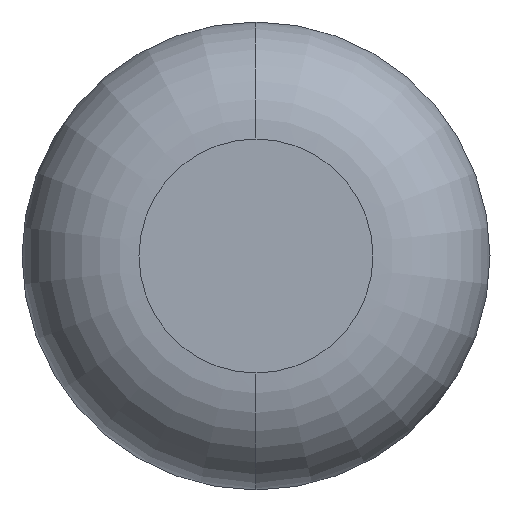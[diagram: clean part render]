
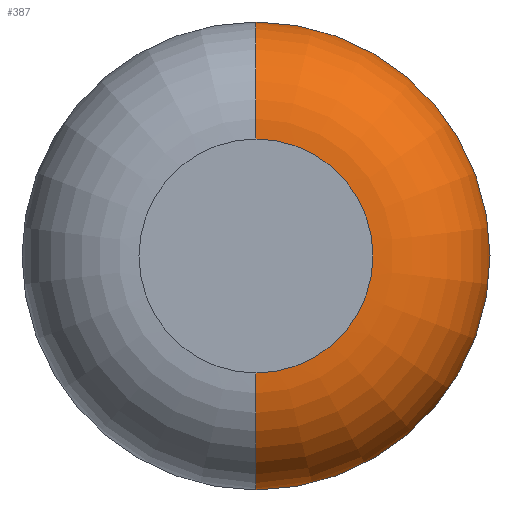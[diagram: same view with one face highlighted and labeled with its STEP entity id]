
A CAD part, front view. The second image highlights one B-rep face of the part: STEP entity #387.
In plain terms, the highlighted toroidal (fillet/blend) face has major radius 6.35 mm and minor radius 6.35 mm.
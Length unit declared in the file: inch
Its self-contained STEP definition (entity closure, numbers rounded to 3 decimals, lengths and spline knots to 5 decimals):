
#5 = CARTESIAN_POINT ( 'NONE',  ( 0., 0.25, 0. ) ) ;
#6 = AXIS2_PLACEMENT_3D ( 'NONE', #92, #481, #189 ) ;
#7 = AXIS2_PLACEMENT_3D ( 'NONE', #415, #490, #447 ) ;
#44 = EDGE_CURVE ( 'NONE', #414, #130, #313, .T. ) ;
#49 = ORIENTED_EDGE ( 'NONE', *, *, #44, .T. ) ;
#74 = CARTESIAN_POINT ( 'NONE',  ( 0., 0.25, 0.5 ) ) ;
#92 = CARTESIAN_POINT ( 'NONE',  ( 0., 0.25, 0. ) ) ;
#130 = VERTEX_POINT ( 'NONE', #74 ) ;
#172 = DIRECTION ( 'NONE',  ( 0., -1., 0. ) ) ;
#173 = AXIS2_PLACEMENT_3D ( 'NONE', #5, #172, #503 ) ;
#182 = CARTESIAN_POINT ( 'NONE',  ( 0., 0., 0. ) ) ;
#184 = ORIENTED_EDGE ( 'NONE', *, *, #292, .T. ) ;
#189 = DIRECTION ( 'NONE',  ( 0., 0., -1. ) ) ;
#260 = ORIENTED_EDGE ( 'NONE', *, *, #446, .F. ) ;
#263 = VERTEX_POINT ( 'NONE', #506 ) ;
#272 = AXIS2_PLACEMENT_3D ( 'NONE', #463, #543, #500 ) ;
#292 = EDGE_CURVE ( 'NONE', #130, #263, #375, .T. ) ;
#311 = DIRECTION ( 'NONE',  ( 0., 0., -1. ) ) ;
#313 = CIRCLE ( 'NONE', #6, 0.5 ) ;
#326 = CARTESIAN_POINT ( 'NONE',  ( 0., 0., -0.25 ) ) ;
#337 = EDGE_CURVE ( 'NONE', #414, #473, #362, .T. ) ;
#345 = TOROIDAL_SURFACE ( 'NONE', #173, 0.25, 0.25 ) ;
#352 = AXIS2_PLACEMENT_3D ( 'NONE', #182, #474, #311 ) ;
#362 = CIRCLE ( 'NONE', #7, 0.25 ) ;
#375 = CIRCLE ( 'NONE', #272, 0.25 ) ;
#387 = ADVANCED_FACE ( 'NONE', ( #532 ), #345, .T. ) ;
#414 = VERTEX_POINT ( 'NONE', #544 ) ;
#415 = CARTESIAN_POINT ( 'NONE',  ( 0., 0.25, -0.25 ) ) ;
#446 = EDGE_CURVE ( 'NONE', #473, #263, #546, .T. ) ;
#447 = DIRECTION ( 'NONE',  ( 0., 0., 1. ) ) ;
#463 = CARTESIAN_POINT ( 'NONE',  ( 0., 0.25, 0.25 ) ) ;
#473 = VERTEX_POINT ( 'NONE', #326 ) ;
#474 = DIRECTION ( 'NONE',  ( 0., -1., 0. ) ) ;
#481 = DIRECTION ( 'NONE',  ( 0., -1., 0. ) ) ;
#490 = DIRECTION ( 'NONE',  ( -1., 0., 0. ) ) ;
#500 = DIRECTION ( 'NONE',  ( 0., 0., -1. ) ) ;
#503 = DIRECTION ( 'NONE',  ( 0., 0., -1. ) ) ;
#506 = CARTESIAN_POINT ( 'NONE',  ( 0., 0., 0.25 ) ) ;
#509 = EDGE_LOOP ( 'NONE', ( #49, #184, #260, #530 ) ) ;
#530 = ORIENTED_EDGE ( 'NONE', *, *, #337, .F. ) ;
#532 = FACE_OUTER_BOUND ( 'NONE', #509, .T. ) ;
#543 = DIRECTION ( 'NONE',  ( 1., 0., 0. ) ) ;
#544 = CARTESIAN_POINT ( 'NONE',  ( 0., 0.25, -0.5 ) ) ;
#546 = CIRCLE ( 'NONE', #352, 0.25 ) ;
